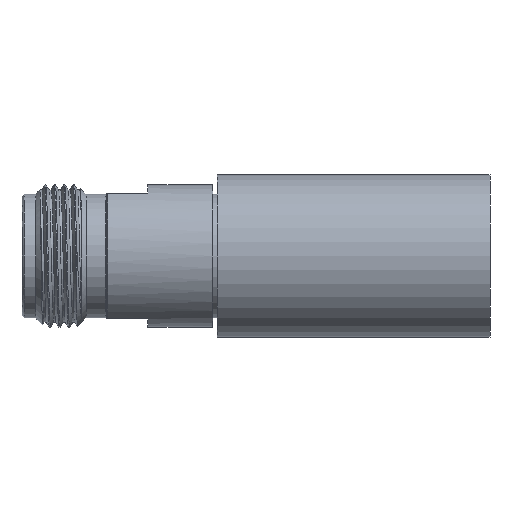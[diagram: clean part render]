
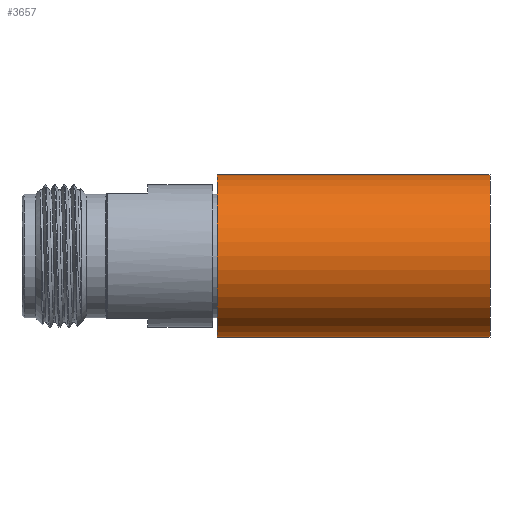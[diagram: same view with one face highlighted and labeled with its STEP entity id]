
A CAD part, front view. The second image highlights one B-rep face of the part: STEP entity #3657.
In plain terms, the highlighted cylindrical face has radius 9 mm (diameter 18 mm), a partial arc.
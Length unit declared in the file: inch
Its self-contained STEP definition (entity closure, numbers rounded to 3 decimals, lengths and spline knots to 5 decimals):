
#7 = CARTESIAN_POINT ( 'NONE',  ( 0.64961, 0., 0. ) ) ;
#200 = AXIS2_PLACEMENT_3D ( 'NONE', #1380, #2804, #3454 ) ;
#301 = DIRECTION ( 'NONE',  ( 0., 0., 1. ) ) ;
#896 = ORIENTED_EDGE ( 'NONE', *, *, #3140, .F. ) ;
#916 = EDGE_CURVE ( 'NONE', #1647, #3836, #2793, .T. ) ;
#974 = DIRECTION ( 'NONE',  ( 1., 0., 0. ) ) ;
#1030 = ORIENTED_EDGE ( 'NONE', *, *, #916, .T. ) ;
#1032 = LINE ( 'NONE', #2106, #3640 ) ;
#1273 = VERTEX_POINT ( 'NONE', #3722 ) ;
#1380 = CARTESIAN_POINT ( 'NONE',  ( 0.5437, 0., 0. ) ) ;
#1396 = DIRECTION ( 'NONE',  ( -1., 0., 0. ) ) ;
#1404 = CIRCLE ( 'NONE', #200, 0.35433 ) ;
#1425 = DIRECTION ( 'NONE',  ( -1., 0., 0. ) ) ;
#1647 = VERTEX_POINT ( 'NONE', #3531 ) ;
#1762 = CARTESIAN_POINT ( 'NONE',  ( 0.64961, 0., -0.35433 ) ) ;
#2106 = CARTESIAN_POINT ( 'NONE',  ( 0.64961, 0., 0.35433 ) ) ;
#2151 = LINE ( 'NONE', #1762, #2820 ) ;
#2267 = AXIS2_PLACEMENT_3D ( 'NONE', #4184, #974, #2720 ) ;
#2342 = VERTEX_POINT ( 'NONE', #4050 ) ;
#2621 = ORIENTED_EDGE ( 'NONE', *, *, #3017, .F. ) ;
#2719 = EDGE_LOOP ( 'NONE', ( #896, #2621, #4459, #1030 ) ) ;
#2720 = DIRECTION ( 'NONE',  ( 0., 0., -1. ) ) ;
#2793 = CIRCLE ( 'NONE', #2267, 0.35433 ) ;
#2804 = DIRECTION ( 'NONE',  ( 1., 0., 0. ) ) ;
#2820 = VECTOR ( 'NONE', #1425, 39.37008 ) ;
#3017 = EDGE_CURVE ( 'NONE', #2342, #1273, #1404, .T. ) ;
#3051 = EDGE_CURVE ( 'NONE', #2342, #1647, #1032, .T. ) ;
#3140 = EDGE_CURVE ( 'NONE', #1273, #3836, #2151, .T. ) ;
#3213 = FACE_OUTER_BOUND ( 'NONE', #2719, .T. ) ;
#3454 = DIRECTION ( 'NONE',  ( 0., 0., -1. ) ) ;
#3531 = CARTESIAN_POINT ( 'NONE',  ( -0.64961, 0., 0.35433 ) ) ;
#3640 = VECTOR ( 'NONE', #3913, 39.37008 ) ;
#3657 = ADVANCED_FACE ( 'NONE', ( #3213 ), #3844, .T. ) ;
#3722 = CARTESIAN_POINT ( 'NONE',  ( 0.5437, 0., -0.35433 ) ) ;
#3836 = VERTEX_POINT ( 'NONE', #4022 ) ;
#3844 = CYLINDRICAL_SURFACE ( 'NONE', #4526, 0.35433 ) ;
#3913 = DIRECTION ( 'NONE',  ( -1., 0., 0. ) ) ;
#4022 = CARTESIAN_POINT ( 'NONE',  ( -0.64961, 0., -0.35433 ) ) ;
#4050 = CARTESIAN_POINT ( 'NONE',  ( 0.5437, 0., 0.35433 ) ) ;
#4184 = CARTESIAN_POINT ( 'NONE',  ( -0.64961, 0., 0. ) ) ;
#4459 = ORIENTED_EDGE ( 'NONE', *, *, #3051, .T. ) ;
#4526 = AXIS2_PLACEMENT_3D ( 'NONE', #7, #1396, #301 ) ;
